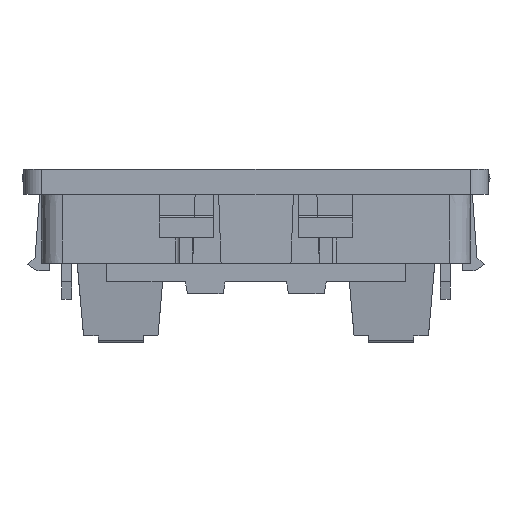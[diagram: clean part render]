
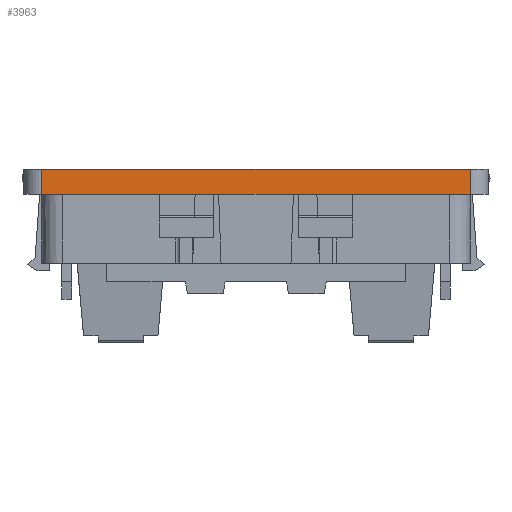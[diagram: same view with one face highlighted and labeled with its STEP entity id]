
A CAD part, front view. The second image highlights one B-rep face of the part: STEP entity #3963.
In plain terms, the highlighted planar face has unit normal (0, -1, 0).
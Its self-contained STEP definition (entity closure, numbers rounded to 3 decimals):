
#3943=AXIS2_PLACEMENT_3D('Plane Axis2P3D',#3940,#3941,#3942) ;
#3306=CARTESIAN_POINT('Vertex',(49.7,1.25,19.277)) ;
#3462=CARTESIAN_POINT('Vertex',(2.2,1.25,19.277)) ;
#3465=CARTESIAN_POINT('Line Origine',(25.95,1.25,19.277)) ;
#3925=CARTESIAN_POINT('Vertex',(2.2,1.25,16.477)) ;
#3928=CARTESIAN_POINT('Line Origine',(2.2,1.25,17.877)) ;
#3940=CARTESIAN_POINT('Axis2P3D Location',(49.7,1.25,19.277)) ;
#3945=CARTESIAN_POINT('Line Origine',(25.95,1.25,16.477)) ;
#3949=CARTESIAN_POINT('Vertex',(49.7,1.25,16.477)) ;
#3952=CARTESIAN_POINT('Line Origine',(49.7,1.25,17.877)) ;
#3466=DIRECTION('Vector Direction',(-1.,0.,0.)) ;
#3929=DIRECTION('Vector Direction',(0.,0.,1.)) ;
#3941=DIRECTION('Axis2P3D Direction',(0.,-1.,0.)) ;
#3942=DIRECTION('Axis2P3D XDirection',(-1.,0.,0.)) ;
#3946=DIRECTION('Vector Direction',(-1.,0.,0.)) ;
#3953=DIRECTION('Vector Direction',(0.,0.,-1.)) ;
#3467=VECTOR('Line Direction',#3466,1.) ;
#3930=VECTOR('Line Direction',#3929,1.) ;
#3947=VECTOR('Line Direction',#3946,1.) ;
#3954=VECTOR('Line Direction',#3953,1.) ;
#3958=ORIENTED_EDGE('',*,*,#3951,.T.) ;
#3959=ORIENTED_EDGE('',*,*,#3956,.F.) ;
#3960=ORIENTED_EDGE('',*,*,#3469,.F.) ;
#3961=ORIENTED_EDGE('',*,*,#3932,.T.) ;
#3963=ADVANCED_FACE('64060_IE-FC-IP-PWB_1D9.1\\57218 AFPL PWB 2ST FC.1\\ZUSAMMENBAU',(#3962),#3944,.T.) ;
#3469=EDGE_CURVE('',#3463,#3307,#3468,.F.) ;
#3932=EDGE_CURVE('',#3463,#3926,#3931,.F.) ;
#3951=EDGE_CURVE('',#3926,#3950,#3948,.F.) ;
#3956=EDGE_CURVE('',#3307,#3950,#3955,.T.) ;
#3957=EDGE_LOOP('',(#3958,#3959,#3960,#3961)) ;
#3962=FACE_OUTER_BOUND('',#3957,.T.) ;
#3468=LINE('Line',#3465,#3467) ;
#3931=LINE('Line',#3928,#3930) ;
#3948=LINE('Line',#3945,#3947) ;
#3955=LINE('Line',#3952,#3954) ;
#3944=PLANE('',#3943) ;
#3307=VERTEX_POINT('',#3306) ;
#3463=VERTEX_POINT('',#3462) ;
#3926=VERTEX_POINT('',#3925) ;
#3950=VERTEX_POINT('',#3949) ;
